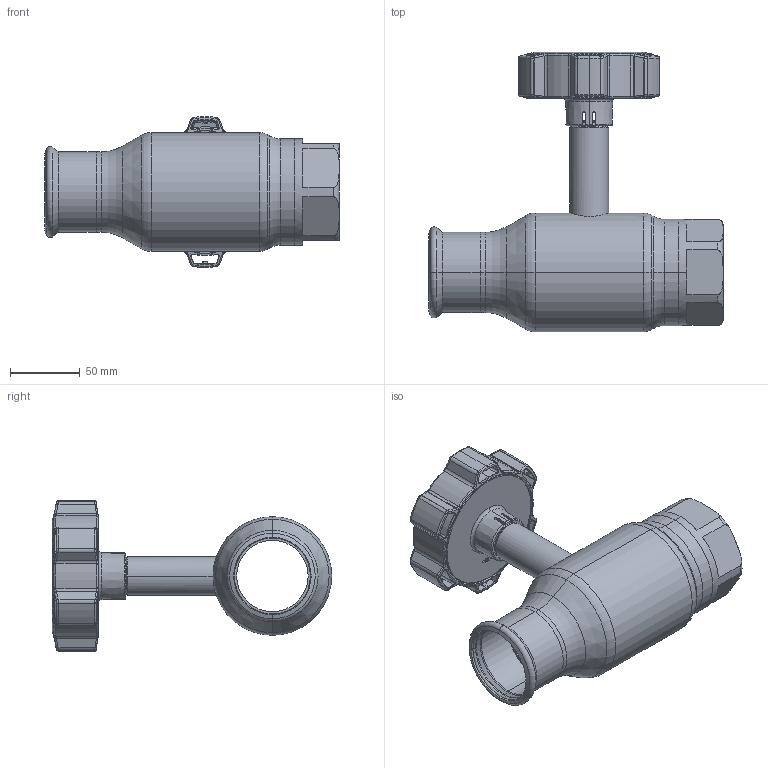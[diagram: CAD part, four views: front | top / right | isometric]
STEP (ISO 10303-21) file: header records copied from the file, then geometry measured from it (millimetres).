
FILE_DESCRIPTION (( 'STEP AP214' ), '1' );
FILE_NAME ('1050001001-1200.step', '2024-01-16T10:14:36', ( '' ), ( '' ), 'SwSTEP 2.0', 'SolidWorks 2021', '' );
FILE_SCHEMA (( 'AUTOMOTIVE_DESIGN' ));
Length unit declared in the file: millimetre
Products named in the file (1): 1050001001-1200
Bounding box: 210.8 x 200.15 x 107.98 mm (x, y, z)
Surface area: 122843.4 mm2 (no closed solid volume)
Topology: 0 solids, 11 shells, 528 faces, 1566 edges, 1015 vertices
Faces by surface type: bspline 158, cylinder 123, plane 113, torus 73, cone 55, sphere 6
Entity records: 31991 total; most frequent: CARTESIAN_POINT 13637, ORIENTED_EDGE 2743, DIRECTION 2231, EDGE_CURVE 1566, VERTEX_POINT 1015, AXIS2_PLACEMENT_3D 879, B_SPLINE_CURVE_WITH_KNOTS 562, EDGE_LOOP 557
